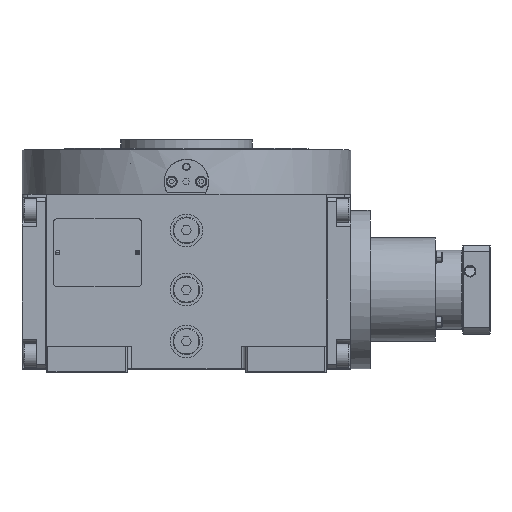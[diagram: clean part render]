
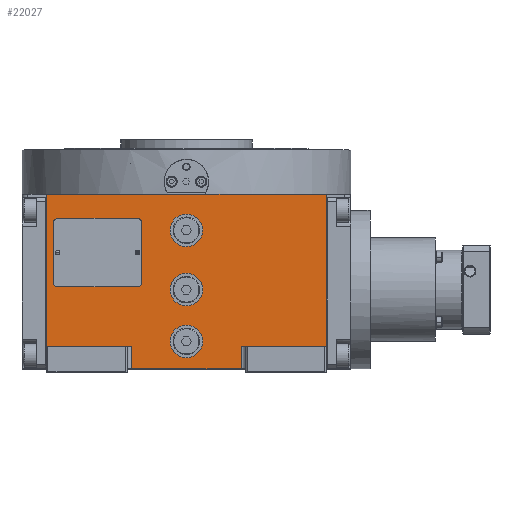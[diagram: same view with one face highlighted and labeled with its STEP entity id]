
A CAD part, top view. The second image highlights one B-rep face of the part: STEP entity #22027.
In plain terms, the highlighted planar face has unit normal (0, 0, 1).
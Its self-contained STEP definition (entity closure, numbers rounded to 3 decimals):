
#682=DIRECTION('',(0.,-1.,0.));
#683=VECTOR('',#682,103.);
#684=CARTESIAN_POINT('',(-94.5,64.5,163.5));
#685=LINE('',#684,#683);
#720=DIRECTION('',(-1.,0.,0.));
#721=VECTOR('',#720,189.);
#722=CARTESIAN_POINT('',(94.5,64.5,163.5));
#723=LINE('',#722,#721);
#1688=DIRECTION('',(-1.,0.,0.));
#1689=VECTOR('',#1688,57.5);
#1690=CARTESIAN_POINT('',(-37.,-38.5,163.5));
#1691=LINE('',#1690,#1689);
#1692=DIRECTION('',(0.,-1.,0.));
#1693=VECTOR('',#1692,103.);
#1694=CARTESIAN_POINT('',(94.5,64.5,163.5));
#1695=LINE('',#1694,#1693);
#1696=DIRECTION('',(-1.,0.,0.));
#1697=VECTOR('',#1696,57.5);
#1698=CARTESIAN_POINT('',(94.5,-38.5,163.5));
#1699=LINE('',#1698,#1697);
#1700=DIRECTION('',(-1.,0.,0.));
#1701=VECTOR('',#1700,74.);
#1702=CARTESIAN_POINT('',(37.,-53.5,163.5));
#1703=LINE('',#1702,#1701);
#1704=CARTESIAN_POINT('',(0.,40.,163.5));
#1705=DIRECTION('',(0.,0.,1.));
#1706=DIRECTION('',(-1.,0.,0.));
#1707=AXIS2_PLACEMENT_3D('',#1704,#1705,#1706);
#1709=CARTESIAN_POINT('',(0.,40.,163.5));
#1710=DIRECTION('',(0.,0.,1.));
#1711=DIRECTION('',(1.,0.,0.));
#1712=AXIS2_PLACEMENT_3D('',#1709,#1710,#1711);
#1714=CARTESIAN_POINT('',(0.,-35.,163.5));
#1715=DIRECTION('',(0.,0.,1.));
#1716=DIRECTION('',(-1.,0.,0.));
#1717=AXIS2_PLACEMENT_3D('',#1714,#1715,#1716);
#1719=CARTESIAN_POINT('',(0.,-35.,163.5));
#1720=DIRECTION('',(0.,0.,1.));
#1721=DIRECTION('',(1.,0.,0.));
#1722=AXIS2_PLACEMENT_3D('',#1719,#1720,#1721);
#1724=CARTESIAN_POINT('',(0.,0.,163.5));
#1725=DIRECTION('',(0.,0.,1.));
#1726=DIRECTION('',(-1.,0.,0.));
#1727=AXIS2_PLACEMENT_3D('',#1724,#1725,#1726);
#1729=CARTESIAN_POINT('',(0.,0.,163.5));
#1730=DIRECTION('',(0.,0.,1.));
#1731=DIRECTION('',(1.,0.,0.));
#1732=AXIS2_PLACEMENT_3D('',#1729,#1730,#1731);
#1734=CARTESIAN_POINT('',(-87.,5.,163.5));
#1735=DIRECTION('',(0.,0.,1.));
#1736=DIRECTION('',(-1.,0.,0.));
#1737=AXIS2_PLACEMENT_3D('',#1734,#1735,#1736);
#1739=CARTESIAN_POINT('',(-33.,5.,163.5));
#1740=DIRECTION('',(0.,0.,1.));
#1741=DIRECTION('',(0.,-1.,0.));
#1742=AXIS2_PLACEMENT_3D('',#1739,#1740,#1741);
#1744=CARTESIAN_POINT('',(-33.,45.,163.5));
#1745=DIRECTION('',(0.,0.,1.));
#1746=DIRECTION('',(1.,0.,0.));
#1747=AXIS2_PLACEMENT_3D('',#1744,#1745,#1746);
#1749=CARTESIAN_POINT('',(-87.,45.,163.5));
#1750=DIRECTION('',(0.,0.,1.));
#1751=DIRECTION('',(0.,1.,0.));
#1752=AXIS2_PLACEMENT_3D('',#1749,#1750,#1751);
#1754=DIRECTION('',(0.,-1.,0.));
#1755=VECTOR('',#1754,15.);
#1756=CARTESIAN_POINT('',(-37.,-38.5,163.5));
#1757=LINE('',#1756,#1755);
#6815=DIRECTION('',(0.,1.,0.));
#6816=VECTOR('',#6815,15.);
#6817=CARTESIAN_POINT('',(37.,-53.5,163.5));
#6818=LINE('',#6817,#6816);
#12783=DIRECTION('',(0.,1.,0.));
#12784=VECTOR('',#12783,40.);
#12785=CARTESIAN_POINT('',(-90.,5.,163.5));
#12786=LINE('',#12785,#12784);
#12795=DIRECTION('',(1.,0.,0.));
#12796=VECTOR('',#12795,54.);
#12797=CARTESIAN_POINT('',(-87.,48.,163.5));
#12798=LINE('',#12797,#12796);
#12807=DIRECTION('',(0.,-1.,0.));
#12808=VECTOR('',#12807,40.);
#12809=CARTESIAN_POINT('',(-30.,45.,163.5));
#12810=LINE('',#12809,#12808);
#12819=DIRECTION('',(-1.,0.,0.));
#12820=VECTOR('',#12819,54.);
#12821=CARTESIAN_POINT('',(-33.,2.,163.5));
#12822=LINE('',#12821,#12820);
#15530=CARTESIAN_POINT('',(-37.,-53.5,163.5));
#15531=VERTEX_POINT('',#15530);
#15532=CARTESIAN_POINT('',(37.,-53.5,163.5));
#15533=VERTEX_POINT('',#15532);
#15560=CARTESIAN_POINT('',(-94.5,-38.5,163.5));
#15561=VERTEX_POINT('',#15560);
#15562=CARTESIAN_POINT('',(-37.,-38.5,163.5));
#15563=VERTEX_POINT('',#15562);
#15570=CARTESIAN_POINT('',(-94.5,64.5,163.5));
#15571=VERTEX_POINT('',#15570);
#15586=CARTESIAN_POINT('',(94.5,64.5,163.5));
#15587=VERTEX_POINT('',#15586);
#15750=CARTESIAN_POINT('',(94.5,-38.5,163.5));
#15751=VERTEX_POINT('',#15750);
#15792=CARTESIAN_POINT('',(37.,-38.5,163.5));
#15793=VERTEX_POINT('',#15792);
#15800=CARTESIAN_POINT('',(-11.,40.,163.5));
#15801=CARTESIAN_POINT('',(11.,40.,163.5));
#15802=VERTEX_POINT('',#15800);
#15803=VERTEX_POINT('',#15801);
#15804=CARTESIAN_POINT('',(-11.,-35.,163.5));
#15805=CARTESIAN_POINT('',(11.,-35.,163.5));
#15806=VERTEX_POINT('',#15804);
#15807=VERTEX_POINT('',#15805);
#15808=CARTESIAN_POINT('',(-11.,0.,163.5));
#15809=CARTESIAN_POINT('',(11.,0.,163.5));
#15810=VERTEX_POINT('',#15808);
#15811=VERTEX_POINT('',#15809);
#15812=CARTESIAN_POINT('',(-90.,5.,163.5));
#15813=CARTESIAN_POINT('',(-90.,45.,163.5));
#15814=VERTEX_POINT('',#15812);
#15815=VERTEX_POINT('',#15813);
#15816=CARTESIAN_POINT('',(-87.,2.,163.5));
#15817=VERTEX_POINT('',#15816);
#15818=CARTESIAN_POINT('',(-33.,2.,163.5));
#15819=VERTEX_POINT('',#15818);
#15820=CARTESIAN_POINT('',(-30.,5.,163.5));
#15821=VERTEX_POINT('',#15820);
#15822=CARTESIAN_POINT('',(-30.,45.,163.5));
#15823=VERTEX_POINT('',#15822);
#15824=CARTESIAN_POINT('',(-33.,48.,163.5));
#15825=VERTEX_POINT('',#15824);
#15826=CARTESIAN_POINT('',(-87.,48.,163.5));
#15827=VERTEX_POINT('',#15826);
#21972=CARTESIAN_POINT('',(-94.5,-53.5,163.5));
#21973=DIRECTION('',(0.,0.,1.));
#21974=DIRECTION('',(1.,0.,0.));
#21975=AXIS2_PLACEMENT_3D('',#21972,#21973,#21974);
#21976=PLANE('',#21975);
#21978=ORIENTED_EDGE('',*,*,#21977,.F.);
#21979=ORIENTED_EDGE('',*,*,#21901,.T.);
#21980=ORIENTED_EDGE('',*,*,#19953,.F.);
#21981=ORIENTED_EDGE('',*,*,#20008,.F.);
#21983=ORIENTED_EDGE('',*,*,#21982,.T.);
#21985=ORIENTED_EDGE('',*,*,#21984,.T.);
#21987=ORIENTED_EDGE('',*,*,#21986,.F.);
#21988=ORIENTED_EDGE('',*,*,#21786,.T.);
#21989=EDGE_LOOP('',(#21978,#21979,#21980,#21981,#21983,#21985,#21987,#21988));
#21990=FACE_OUTER_BOUND('',#21989,.F.);
#21992=ORIENTED_EDGE('',*,*,#21991,.T.);
#21994=ORIENTED_EDGE('',*,*,#21993,.T.);
#21995=EDGE_LOOP('',(#21992,#21994));
#21996=FACE_BOUND('',#21995,.F.);
#21998=ORIENTED_EDGE('',*,*,#21997,.T.);
#22000=ORIENTED_EDGE('',*,*,#21999,.T.);
#22001=EDGE_LOOP('',(#21998,#22000));
#22002=FACE_BOUND('',#22001,.F.);
#22004=ORIENTED_EDGE('',*,*,#22003,.T.);
#22006=ORIENTED_EDGE('',*,*,#22005,.T.);
#22007=EDGE_LOOP('',(#22004,#22006));
#22008=FACE_BOUND('',#22007,.F.);
#22010=ORIENTED_EDGE('',*,*,#22009,.F.);
#22012=ORIENTED_EDGE('',*,*,#22011,.T.);
#22014=ORIENTED_EDGE('',*,*,#22013,.F.);
#22016=ORIENTED_EDGE('',*,*,#22015,.T.);
#22018=ORIENTED_EDGE('',*,*,#22017,.F.);
#22020=ORIENTED_EDGE('',*,*,#22019,.T.);
#22022=ORIENTED_EDGE('',*,*,#22021,.F.);
#22024=ORIENTED_EDGE('',*,*,#22023,.T.);
#22025=EDGE_LOOP('',(#22010,#22012,#22014,#22016,#22018,#22020,#22022,#22024));
#22026=FACE_BOUND('',#22025,.F.);
#22027=ADVANCED_FACE('',(#21990,#21996,#22002,#22008,#22026),#21976,.T.);
#1708=CIRCLE('',#1707,11.);
#1713=CIRCLE('',#1712,11.);
#1718=CIRCLE('',#1717,11.);
#1723=CIRCLE('',#1722,11.);
#1728=CIRCLE('',#1727,11.);
#1733=CIRCLE('',#1732,11.);
#1738=CIRCLE('',#1737,3.);
#1743=CIRCLE('',#1742,3.);
#1748=CIRCLE('',#1747,3.);
#1753=CIRCLE('',#1752,3.);
#19953=EDGE_CURVE('',#15571,#15561,#685,.T.);
#20008=EDGE_CURVE('',#15587,#15571,#723,.T.);
#21786=EDGE_CURVE('',#15533,#15531,#1703,.T.);
#21901=EDGE_CURVE('',#15563,#15561,#1691,.T.);
#21977=EDGE_CURVE('',#15563,#15531,#1757,.T.);
#21982=EDGE_CURVE('',#15587,#15751,#1695,.T.);
#21984=EDGE_CURVE('',#15751,#15793,#1699,.T.);
#21986=EDGE_CURVE('',#15533,#15793,#6818,.T.);
#21991=EDGE_CURVE('',#15802,#15803,#1708,.T.);
#21993=EDGE_CURVE('',#15803,#15802,#1713,.T.);
#21997=EDGE_CURVE('',#15806,#15807,#1718,.T.);
#21999=EDGE_CURVE('',#15807,#15806,#1723,.T.);
#22003=EDGE_CURVE('',#15810,#15811,#1728,.T.);
#22005=EDGE_CURVE('',#15811,#15810,#1733,.T.);
#22009=EDGE_CURVE('',#15814,#15815,#12786,.T.);
#22011=EDGE_CURVE('',#15814,#15817,#1738,.T.);
#22013=EDGE_CURVE('',#15819,#15817,#12822,.T.);
#22015=EDGE_CURVE('',#15819,#15821,#1743,.T.);
#22017=EDGE_CURVE('',#15823,#15821,#12810,.T.);
#22019=EDGE_CURVE('',#15823,#15825,#1748,.T.);
#22021=EDGE_CURVE('',#15827,#15825,#12798,.T.);
#22023=EDGE_CURVE('',#15827,#15815,#1753,.T.);
